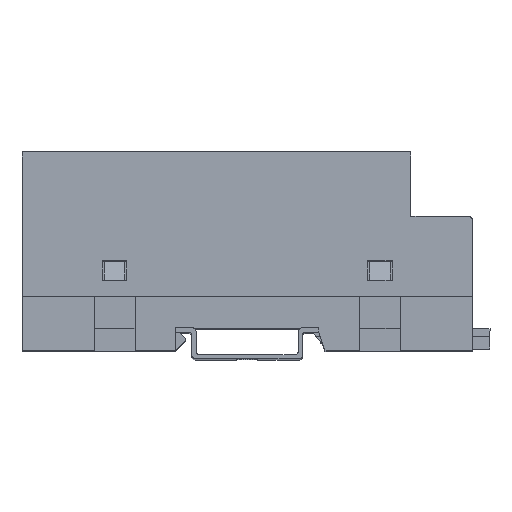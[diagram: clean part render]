
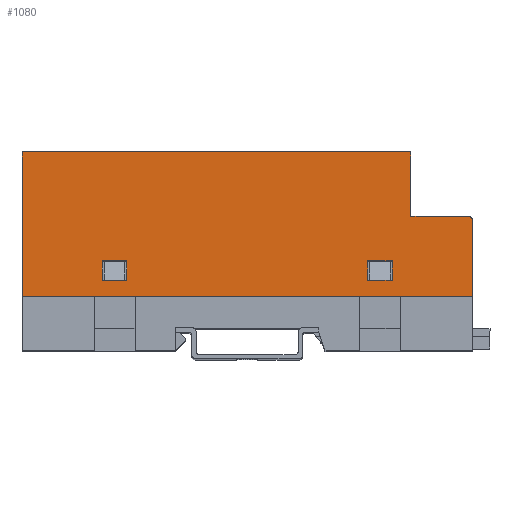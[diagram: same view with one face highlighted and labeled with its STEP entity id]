
A CAD part, top view. The second image highlights one B-rep face of the part: STEP entity #1080.
In plain terms, the highlighted face is planar.
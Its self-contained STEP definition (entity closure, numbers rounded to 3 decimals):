
#245 = VECTOR ( 'NONE', #12555, 1000. ) ;
#425 = ORIENTED_EDGE ( 'NONE', *, *, #18271, .F. ) ;
#589 = DIRECTION ( 'NONE',  ( 1., 0., 0. ) ) ;
#885 = DIRECTION ( 'NONE',  ( 0., -1., 0. ) ) ;
#888 = VECTOR ( 'NONE', #24235, 1000. ) ;
#1080 = ADVANCED_FACE ( 'NONE', ( #11198, #9720, #18182 ), #9599, .F. ) ;
#1445 = CARTESIAN_POINT ( 'NONE',  ( 55., 0., -52.5 ) ) ;
#1825 = CARTESIAN_POINT ( 'NONE',  ( -55., 35.3, -52.5 ) ) ;
#2131 = CARTESIAN_POINT ( 'NONE',  ( 55., 35.3, -52.5 ) ) ;
#2398 = VECTOR ( 'NONE', #26403, 1000. ) ;
#3073 = CARTESIAN_POINT ( 'NONE',  ( 35.4, 4., -52.5 ) ) ;
#3087 = CARTESIAN_POINT ( 'NONE',  ( -54., 19.6, -52.5 ) ) ;
#3111 = ORIENTED_EDGE ( 'NONE', *, *, #7235, .F. ) ;
#3158 = LINE ( 'NONE', #22332, #27458 ) ;
#3468 = VERTEX_POINT ( 'NONE', #24274 ) ;
#3798 = VERTEX_POINT ( 'NONE', #27969 ) ;
#4489 = ORIENTED_EDGE ( 'NONE', *, *, #16153, .T. ) ;
#4670 = EDGE_CURVE ( 'NONE', #3468, #22817, #19026, .T. ) ;
#4935 = LINE ( 'NONE', #11998, #20429 ) ;
#5246 = EDGE_CURVE ( 'NONE', #24319, #14417, #6054, .T. ) ;
#5521 = CARTESIAN_POINT ( 'NONE',  ( -35.4, 8.7, -52.5 ) ) ;
#6054 = LINE ( 'NONE', #22315, #17492 ) ;
#7205 = ORIENTED_EDGE ( 'NONE', *, *, #30239, .F. ) ;
#7235 = EDGE_CURVE ( 'NONE', #22319, #9627, #10701, .T. ) ;
#7293 = EDGE_LOOP ( 'NONE', ( #11881, #22902, #17983, #26938 ) ) ;
#7699 = ORIENTED_EDGE ( 'NONE', *, *, #16652, .T. ) ;
#8999 = VECTOR ( 'NONE', #23058, 1000. ) ;
#9179 = DIRECTION ( 'NONE',  ( 0., 1., 0. ) ) ;
#9301 = AXIS2_PLACEMENT_3D ( 'NONE', #20995, #21098, #13986 ) ;
#9599 = PLANE ( 'NONE',  #20880 ) ;
#9627 = VERTEX_POINT ( 'NONE', #10000 ) ;
#9720 = FACE_BOUND ( 'NONE', #7293, .T. ) ;
#9827 = ORIENTED_EDGE ( 'NONE', *, *, #30368, .T. ) ;
#10000 = CARTESIAN_POINT ( 'NONE',  ( -29.4, 8.7, -52.5 ) ) ;
#10044 = DIRECTION ( 'NONE',  ( 0., -1., 0. ) ) ;
#10264 = EDGE_CURVE ( 'NONE', #28361, #28579, #3158, .T. ) ;
#10280 = ORIENTED_EDGE ( 'NONE', *, *, #5246, .F. ) ;
#10701 = LINE ( 'NONE', #19327, #28022 ) ;
#10976 = DIRECTION ( 'NONE',  ( -1., 0., 0. ) ) ;
#11109 = VERTEX_POINT ( 'NONE', #16103 ) ;
#11198 = FACE_BOUND ( 'NONE', #30354, .T. ) ;
#11220 = ORIENTED_EDGE ( 'NONE', *, *, #18244, .F. ) ;
#11544 = VERTEX_POINT ( 'NONE', #1445 ) ;
#11704 = DIRECTION ( 'NONE',  ( 0., -1., 0. ) ) ;
#11881 = ORIENTED_EDGE ( 'NONE', *, *, #10264, .F. ) ;
#11998 = CARTESIAN_POINT ( 'NONE',  ( -29.4, 4., -52.5 ) ) ;
#12284 = DIRECTION ( 'NONE',  ( -1., 0., 0. ) ) ;
#12555 = DIRECTION ( 'NONE',  ( -1., 0., 0. ) ) ;
#12905 = CARTESIAN_POINT ( 'NONE',  ( -55., 35.3, -52.5 ) ) ;
#13350 = CARTESIAN_POINT ( 'NONE',  ( -55., 19.6, -52.5 ) ) ;
#13619 = ORIENTED_EDGE ( 'NONE', *, *, #19056, .F. ) ;
#13750 = VERTEX_POINT ( 'NONE', #27921 ) ;
#13764 = CARTESIAN_POINT ( 'NONE',  ( 55., 35.3, -52.5 ) ) ;
#13986 = DIRECTION ( 'NONE',  ( 1., 0., 0. ) ) ;
#14100 = ORIENTED_EDGE ( 'NONE', *, *, #14674, .F. ) ;
#14329 = VERTEX_POINT ( 'NONE', #2131 ) ;
#14417 = VERTEX_POINT ( 'NONE', #23257 ) ;
#14674 = EDGE_CURVE ( 'NONE', #9627, #13750, #23244, .T. ) ;
#15331 = DIRECTION ( 'NONE',  ( 1., 0., 0. ) ) ;
#15677 = LINE ( 'NONE', #13764, #27459 ) ;
#16103 = CARTESIAN_POINT ( 'NONE',  ( -40., 35.3, -52.5 ) ) ;
#16153 = EDGE_CURVE ( 'NONE', #11544, #14417, #16836, .T. ) ;
#16622 = EDGE_CURVE ( 'NONE', #3798, #11109, #20175, .T. ) ;
#16652 = EDGE_CURVE ( 'NONE', #24319, #29520, #28664, .T. ) ;
#16836 = LINE ( 'NONE', #26451, #21641 ) ;
#16868 = VECTOR ( 'NONE', #9179, 1000. ) ;
#17492 = VECTOR ( 'NONE', #885, 1000. ) ;
#17878 = VECTOR ( 'NONE', #10976, 1000. ) ;
#17983 = ORIENTED_EDGE ( 'NONE', *, *, #4670, .F. ) ;
#18182 = FACE_OUTER_BOUND ( 'NONE', #29526, .T. ) ;
#18244 = EDGE_CURVE ( 'NONE', #13750, #22606, #4935, .T. ) ;
#18271 = EDGE_CURVE ( 'NONE', #14329, #11109, #26685, .T. ) ;
#18937 = CARTESIAN_POINT ( 'NONE',  ( 35.4, 8.7, -52.5 ) ) ;
#19026 = LINE ( 'NONE', #3073, #245 ) ;
#19056 = EDGE_CURVE ( 'NONE', #22606, #22319, #30170, .T. ) ;
#19327 = CARTESIAN_POINT ( 'NONE',  ( -29.4, 8.7, -52.5 ) ) ;
#19445 = DIRECTION ( 'NONE',  ( -1., 0., 0. ) ) ;
#19950 = CARTESIAN_POINT ( 'NONE',  ( 29.4, 8.7, -52.5 ) ) ;
#20175 = LINE ( 'NONE', #23363, #16868 ) ;
#20429 = VECTOR ( 'NONE', #12284, 1000. ) ;
#20880 = AXIS2_PLACEMENT_3D ( 'NONE', #1825, #25423, #25115 ) ;
#20995 = CARTESIAN_POINT ( 'NONE',  ( -54., 18.6, -52.5 ) ) ;
#21098 = DIRECTION ( 'NONE',  ( 0., 0., -1. ) ) ;
#21641 = VECTOR ( 'NONE', #19445, 1000. ) ;
#21669 = ORIENTED_EDGE ( 'NONE', *, *, #16622, .T. ) ;
#21681 = CARTESIAN_POINT ( 'NONE',  ( 35.4, 8.7, -52.5 ) ) ;
#22171 = EDGE_CURVE ( 'NONE', #22817, #28361, #24472, .T. ) ;
#22315 = CARTESIAN_POINT ( 'NONE',  ( -55., 35.3, -52.5 ) ) ;
#22319 = VERTEX_POINT ( 'NONE', #23362 ) ;
#22332 = CARTESIAN_POINT ( 'NONE',  ( 35.4, 8.7, -52.5 ) ) ;
#22496 = VECTOR ( 'NONE', #10044, 1000. ) ;
#22606 = VERTEX_POINT ( 'NONE', #29097 ) ;
#22817 = VERTEX_POINT ( 'NONE', #27634 ) ;
#22902 = ORIENTED_EDGE ( 'NONE', *, *, #22171, .F. ) ;
#23058 = DIRECTION ( 'NONE',  ( 0., 1., 0. ) ) ;
#23244 = LINE ( 'NONE', #24151, #22496 ) ;
#23257 = CARTESIAN_POINT ( 'NONE',  ( -55., 0., -52.5 ) ) ;
#23362 = CARTESIAN_POINT ( 'NONE',  ( -35.4, 8.7, -52.5 ) ) ;
#23363 = CARTESIAN_POINT ( 'NONE',  ( -40., 19.6, -52.5 ) ) ;
#23777 = LINE ( 'NONE', #21681, #2398 ) ;
#24151 = CARTESIAN_POINT ( 'NONE',  ( -29.4, 8.7, -52.5 ) ) ;
#24235 = DIRECTION ( 'NONE',  ( -1., 0., 0. ) ) ;
#24274 = CARTESIAN_POINT ( 'NONE',  ( 35.4, 4., -52.5 ) ) ;
#24319 = VERTEX_POINT ( 'NONE', #28000 ) ;
#24472 = LINE ( 'NONE', #19950, #8999 ) ;
#24921 = EDGE_CURVE ( 'NONE', #28579, #3468, #23777, .T. ) ;
#25115 = DIRECTION ( 'NONE',  ( 1., 0., 0. ) ) ;
#25423 = DIRECTION ( 'NONE',  ( 0., 0., 1. ) ) ;
#25451 = CARTESIAN_POINT ( 'NONE',  ( 29.4, 8.7, -52.5 ) ) ;
#25650 = LINE ( 'NONE', #13350, #17878 ) ;
#25733 = VECTOR ( 'NONE', #29447, 1000. ) ;
#26403 = DIRECTION ( 'NONE',  ( 0., -1., 0. ) ) ;
#26451 = CARTESIAN_POINT ( 'NONE',  ( -55., 0., -52.5 ) ) ;
#26685 = LINE ( 'NONE', #12905, #888 ) ;
#26938 = ORIENTED_EDGE ( 'NONE', *, *, #24921, .F. ) ;
#27458 = VECTOR ( 'NONE', #15331, 1000. ) ;
#27459 = VECTOR ( 'NONE', #11704, 1000. ) ;
#27634 = CARTESIAN_POINT ( 'NONE',  ( 29.4, 4., -52.5 ) ) ;
#27921 = CARTESIAN_POINT ( 'NONE',  ( -29.4, 4., -52.5 ) ) ;
#27969 = CARTESIAN_POINT ( 'NONE',  ( -40., 19.6, -52.5 ) ) ;
#28000 = CARTESIAN_POINT ( 'NONE',  ( -55., 18.6, -52.5 ) ) ;
#28022 = VECTOR ( 'NONE', #589, 1000. ) ;
#28361 = VERTEX_POINT ( 'NONE', #25451 ) ;
#28579 = VERTEX_POINT ( 'NONE', #18937 ) ;
#28664 = CIRCLE ( 'NONE', #9301, 1. ) ;
#29097 = CARTESIAN_POINT ( 'NONE',  ( -35.4, 4., -52.5 ) ) ;
#29447 = DIRECTION ( 'NONE',  ( 0., 1., 0. ) ) ;
#29520 = VERTEX_POINT ( 'NONE', #3087 ) ;
#29526 = EDGE_LOOP ( 'NONE', ( #10280, #7699, #7205, #21669, #425, #9827, #4489 ) ) ;
#30170 = LINE ( 'NONE', #5521, #25733 ) ;
#30239 = EDGE_CURVE ( 'NONE', #3798, #29520, #25650, .T. ) ;
#30354 = EDGE_LOOP ( 'NONE', ( #11220, #14100, #3111, #13619 ) ) ;
#30368 = EDGE_CURVE ( 'NONE', #14329, #11544, #15677, .T. ) ;
